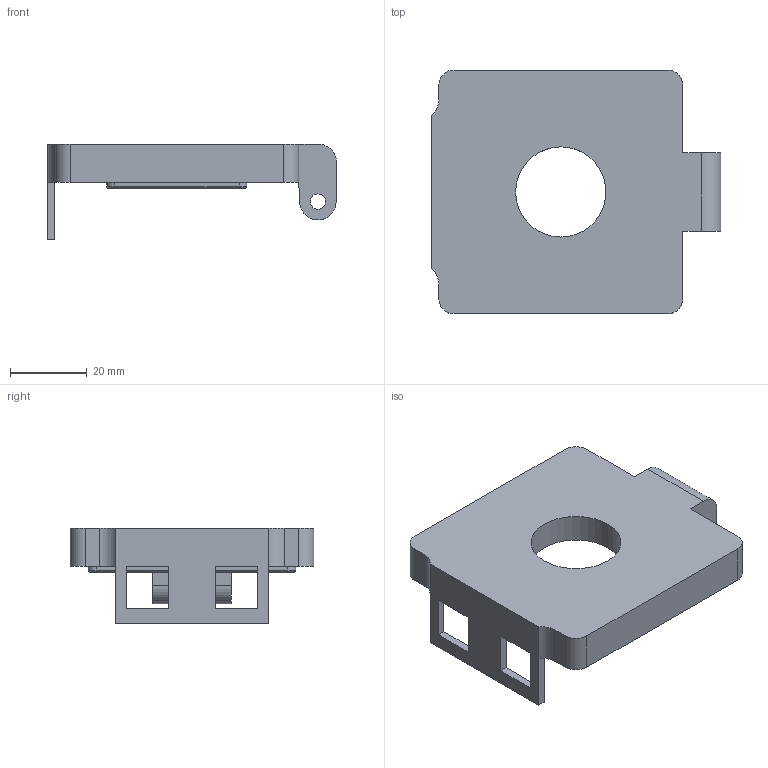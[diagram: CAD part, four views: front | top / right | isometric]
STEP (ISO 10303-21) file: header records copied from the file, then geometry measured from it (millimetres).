
FILE_DESCRIPTION (( 'STEP AP214' ), '1' );
FILE_NAME ('filter_connector_2.STEP', '2020-03-24T16:19:33', ( '' ), ( '' ), 'SwSTEP 2.0', 'SolidWorks 2016', '' );
FILE_SCHEMA (( 'AUTOMOTIVE_DESIGN' ));
Length unit declared in the file: millimetre
Products named in the file (1): filter_connector_2
Bounding box: 75.42 x 63.5 x 25 mm (x, y, z)
Volume: 37996.7 mm3; surface area: 13476.8 mm2
Topology: 1 solids, 1 shells, 62 faces, 168 edges, 108 vertices
Faces by surface type: plane 33, cylinder 25, torus 4
Entity records: 2000 total; most frequent: DIRECTION 348, CARTESIAN_POINT 339, ORIENTED_EDGE 336, EDGE_CURVE 168, AXIS2_PLACEMENT_3D 117, LINE 114, VECTOR 114, VERTEX_POINT 108
